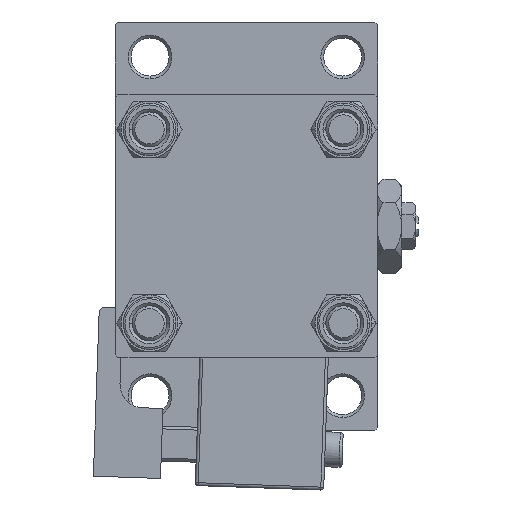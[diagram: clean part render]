
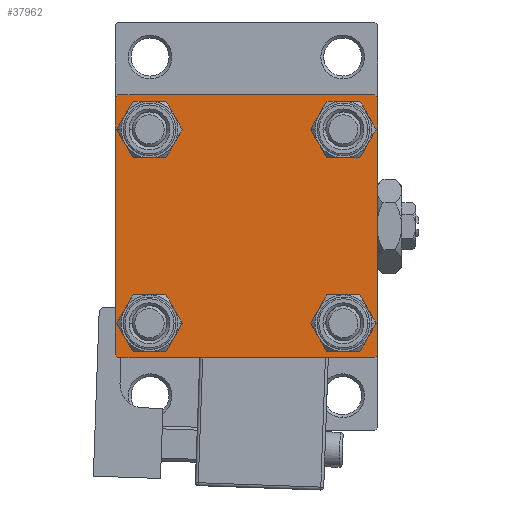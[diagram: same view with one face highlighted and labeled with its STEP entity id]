
A CAD part, left-side view. The second image highlights one B-rep face of the part: STEP entity #37962.
In plain terms, the highlighted planar face has unit normal (-1, 0, 0).
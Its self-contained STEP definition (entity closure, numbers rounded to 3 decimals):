
#397 = CARTESIAN_POINT ( 'NONE',  ( 0., 22.25, -22.25 ) ) ;
#411 = ORIENTED_EDGE ( 'NONE', *, *, #44174, .F. ) ;
#659 = LINE ( 'NONE', #16520, #41398 ) ;
#1170 = DIRECTION ( 'NONE',  ( 0., 0., 1. ) ) ;
#1455 = DIRECTION ( 'NONE',  ( -1., 0., 0. ) ) ;
#1501 = ORIENTED_EDGE ( 'NONE', *, *, #45064, .T. ) ;
#2167 = CARTESIAN_POINT ( 'NONE',  ( 0., 16.6, -20.1 ) ) ;
#3384 = VERTEX_POINT ( 'NONE', #37370 ) ;
#3969 = LINE ( 'NONE', #19819, #40182 ) ;
#4530 = CARTESIAN_POINT ( 'NONE',  ( 0., -22.5, 22. ) ) ;
#5010 = CIRCLE ( 'NONE', #33985, 3.5 ) ;
#5081 = LINE ( 'NONE', #12369, #22424 ) ;
#5105 = ORIENTED_EDGE ( 'NONE', *, *, #48191, .F. ) ;
#5288 = DIRECTION ( 'NONE',  ( 0., 0., 1. ) ) ;
#5294 = EDGE_CURVE ( 'NONE', #11119, #29210, #46671, .T. ) ;
#5362 = VERTEX_POINT ( 'NONE', #33839 ) ;
#5544 = CARTESIAN_POINT ( 'NONE',  ( 0., 16.6, 16.6 ) ) ;
#6724 = CIRCLE ( 'NONE', #39028, 3.5 ) ;
#7554 = EDGE_CURVE ( 'NONE', #29210, #14387, #11974, .T. ) ;
#8018 = VERTEX_POINT ( 'NONE', #41936 ) ;
#8249 = EDGE_CURVE ( 'NONE', #32793, #48926, #40468, .T. ) ;
#8339 = VERTEX_POINT ( 'NONE', #15399 ) ;
#9027 = FACE_BOUND ( 'NONE', #34062, .T. ) ;
#9288 = DIRECTION ( 'NONE',  ( 0., 0., 1. ) ) ;
#9653 = ORIENTED_EDGE ( 'NONE', *, *, #28785, .T. ) ;
#9941 = DIRECTION ( 'NONE',  ( 1., 0., 0. ) ) ;
#9942 = CARTESIAN_POINT ( 'NONE',  ( 0., -22., -22.5 ) ) ;
#10264 = CARTESIAN_POINT ( 'NONE',  ( 0., -16.6, 13.1 ) ) ;
#10620 = CARTESIAN_POINT ( 'NONE',  ( 0., 22.5, 22.5 ) ) ;
#11119 = VERTEX_POINT ( 'NONE', #42376 ) ;
#11382 = ORIENTED_EDGE ( 'NONE', *, *, #21323, .T. ) ;
#11617 = DIRECTION ( 'NONE',  ( 0., 0.707, -0.707 ) ) ;
#11881 = ORIENTED_EDGE ( 'NONE', *, *, #16505, .T. ) ;
#11974 = LINE ( 'NONE', #15356, #29662 ) ;
#12369 = CARTESIAN_POINT ( 'NONE',  ( 0., -22.5, 22.5 ) ) ;
#12391 = ORIENTED_EDGE ( 'NONE', *, *, #23107, .T. ) ;
#12434 = CARTESIAN_POINT ( 'NONE',  ( 0., 16.6, 13.1 ) ) ;
#12559 = VERTEX_POINT ( 'NONE', #19355 ) ;
#13858 = EDGE_LOOP ( 'NONE', ( #27964, #12391, #25220, #22978, #411, #18642, #5105, #19182 ) ) ;
#13972 = AXIS2_PLACEMENT_3D ( 'NONE', #36458, #16506, #20643 ) ;
#14277 = DIRECTION ( 'NONE',  ( 0., 0., 1. ) ) ;
#14377 = CIRCLE ( 'NONE', #30080, 3.5 ) ;
#14387 = VERTEX_POINT ( 'NONE', #20978 ) ;
#14414 = CARTESIAN_POINT ( 'NONE',  ( 0., 16.6, 20.1 ) ) ;
#14535 = DIRECTION ( 'NONE',  ( 0., 0., 1. ) ) ;
#15356 = CARTESIAN_POINT ( 'NONE',  ( 0., -22.25, -22.25 ) ) ;
#15399 = CARTESIAN_POINT ( 'NONE',  ( 0., 22., 22.5 ) ) ;
#15910 = AXIS2_PLACEMENT_3D ( 'NONE', #27112, #26344, #50508 ) ;
#16505 = EDGE_CURVE ( 'NONE', #28937, #50398, #34951, .T. ) ;
#16506 = DIRECTION ( 'NONE',  ( 1., 0., 0. ) ) ;
#16520 = CARTESIAN_POINT ( 'NONE',  ( 0., 22.25, 22.25 ) ) ;
#18642 = ORIENTED_EDGE ( 'NONE', *, *, #25376, .T. ) ;
#19182 = ORIENTED_EDGE ( 'NONE', *, *, #41600, .T. ) ;
#19355 = CARTESIAN_POINT ( 'NONE',  ( 0., -16.6, -20.1 ) ) ;
#19385 = LINE ( 'NONE', #397, #24305 ) ;
#19731 = FACE_BOUND ( 'NONE', #34659, .T. ) ;
#19819 = CARTESIAN_POINT ( 'NONE',  ( 0., -22.25, 22.25 ) ) ;
#20308 = AXIS2_PLACEMENT_3D ( 'NONE', #23766, #39844, #1170 ) ;
#20569 = CARTESIAN_POINT ( 'NONE',  ( 0., 16.6, -13.1 ) ) ;
#20643 = DIRECTION ( 'NONE',  ( 0., 0., 1. ) ) ;
#20978 = CARTESIAN_POINT ( 'NONE',  ( 0., -22.5, -22. ) ) ;
#21007 = VERTEX_POINT ( 'NONE', #30475 ) ;
#21323 = EDGE_CURVE ( 'NONE', #8018, #40911, #14377, .T. ) ;
#21411 = DIRECTION ( 'NONE',  ( 0., 0., -1. ) ) ;
#22424 = VECTOR ( 'NONE', #21411, 1000. ) ;
#22964 = DIRECTION ( 'NONE',  ( 0., 0., -1. ) ) ;
#22978 = ORIENTED_EDGE ( 'NONE', *, *, #7554, .T. ) ;
#23080 = VECTOR ( 'NONE', #51344, 1000. ) ;
#23107 = EDGE_CURVE ( 'NONE', #5362, #11119, #19385, .T. ) ;
#23567 = VECTOR ( 'NONE', #22964, 1000. ) ;
#23586 = DIRECTION ( 'NONE',  ( 0., 0., 1. ) ) ;
#23617 = FACE_BOUND ( 'NONE', #34618, .T. ) ;
#23766 = CARTESIAN_POINT ( 'NONE',  ( 0., -16.6, -16.6 ) ) ;
#24305 = VECTOR ( 'NONE', #39588, 1000. ) ;
#24444 = EDGE_CURVE ( 'NONE', #21007, #5362, #35385, .T. ) ;
#24660 = EDGE_CURVE ( 'NONE', #50398, #28937, #36814, .T. ) ;
#25142 = ORIENTED_EDGE ( 'NONE', *, *, #8249, .T. ) ;
#25220 = ORIENTED_EDGE ( 'NONE', *, *, #5294, .T. ) ;
#25376 = EDGE_CURVE ( 'NONE', #37516, #3384, #3969, .T. ) ;
#26344 = DIRECTION ( 'NONE',  ( 1., 0., 0. ) ) ;
#27112 = CARTESIAN_POINT ( 'NONE',  ( 0., 16.6, 16.6 ) ) ;
#27964 = ORIENTED_EDGE ( 'NONE', *, *, #24444, .T. ) ;
#28465 = FACE_OUTER_BOUND ( 'NONE', #13858, .T. ) ;
#28785 = EDGE_CURVE ( 'NONE', #12559, #36212, #45188, .T. ) ;
#28847 = ORIENTED_EDGE ( 'NONE', *, *, #24660, .T. ) ;
#28937 = VERTEX_POINT ( 'NONE', #14414 ) ;
#29210 = VERTEX_POINT ( 'NONE', #9942 ) ;
#29662 = VECTOR ( 'NONE', #51163, 1000. ) ;
#30080 = AXIS2_PLACEMENT_3D ( 'NONE', #51388, #46711, #23586 ) ;
#30338 = DIRECTION ( 'NONE',  ( 1., 0., 0. ) ) ;
#30475 = CARTESIAN_POINT ( 'NONE',  ( 0., 22.5, 22. ) ) ;
#31590 = CARTESIAN_POINT ( 'NONE',  ( 0., 22.5, -22.5 ) ) ;
#32366 = FACE_BOUND ( 'NONE', #45221, .T. ) ;
#32394 = CARTESIAN_POINT ( 'NONE',  ( 0., -16.6, -13.1 ) ) ;
#32410 = AXIS2_PLACEMENT_3D ( 'NONE', #50158, #9941, #46252 ) ;
#32793 = VERTEX_POINT ( 'NONE', #2167 ) ;
#33508 = AXIS2_PLACEMENT_3D ( 'NONE', #5544, #40572, #5288 ) ;
#33839 = CARTESIAN_POINT ( 'NONE',  ( 0., 22.5, -22. ) ) ;
#33959 = CARTESIAN_POINT ( 'NONE',  ( 0., -16.6, -16.6 ) ) ;
#33985 = AXIS2_PLACEMENT_3D ( 'NONE', #33959, #49835, #14277 ) ;
#34062 = EDGE_LOOP ( 'NONE', ( #11382, #1501 ) ) ;
#34618 = EDGE_LOOP ( 'NONE', ( #44878, #25142 ) ) ;
#34659 = EDGE_LOOP ( 'NONE', ( #50285, #9653 ) ) ;
#34951 = CIRCLE ( 'NONE', #15910, 3.5 ) ;
#34972 = LINE ( 'NONE', #10620, #43722 ) ;
#35385 = LINE ( 'NONE', #42937, #23567 ) ;
#35634 = DIRECTION ( 'NONE',  ( 0., 0.707, 0.707 ) ) ;
#36212 = VERTEX_POINT ( 'NONE', #32394 ) ;
#36458 = CARTESIAN_POINT ( 'NONE',  ( 0., 16.6, -16.6 ) ) ;
#36814 = CIRCLE ( 'NONE', #33508, 3.5 ) ;
#37370 = CARTESIAN_POINT ( 'NONE',  ( 0., -22., 22.5 ) ) ;
#37516 = VERTEX_POINT ( 'NONE', #4530 ) ;
#37962 = ADVANCED_FACE ( 'NONE', ( #9027, #19731, #23617, #32366, #28465 ), #40379, .T. ) ;
#39028 = AXIS2_PLACEMENT_3D ( 'NONE', #50350, #30338, #14535 ) ;
#39588 = DIRECTION ( 'NONE',  ( 0., -0.707, -0.707 ) ) ;
#39844 = DIRECTION ( 'NONE',  ( 1., 0., 0. ) ) ;
#40182 = VECTOR ( 'NONE', #35634, 1000. ) ;
#40379 = PLANE ( 'NONE',  #46356 ) ;
#40408 = EDGE_CURVE ( 'NONE', #36212, #12559, #5010, .T. ) ;
#40468 = CIRCLE ( 'NONE', #13972, 3.5 ) ;
#40572 = DIRECTION ( 'NONE',  ( 1., 0., 0. ) ) ;
#40911 = VERTEX_POINT ( 'NONE', #10264 ) ;
#41398 = VECTOR ( 'NONE', #11617, 1000. ) ;
#41600 = EDGE_CURVE ( 'NONE', #8339, #21007, #659, .T. ) ;
#41936 = CARTESIAN_POINT ( 'NONE',  ( 0., -16.6, 20.1 ) ) ;
#42376 = CARTESIAN_POINT ( 'NONE',  ( 0., 22., -22.5 ) ) ;
#42937 = CARTESIAN_POINT ( 'NONE',  ( 0., 22.5, 22.5 ) ) ;
#43722 = VECTOR ( 'NONE', #50321, 1000. ) ;
#44174 = EDGE_CURVE ( 'NONE', #37516, #14387, #5081, .T. ) ;
#44652 = EDGE_CURVE ( 'NONE', #48926, #32793, #49809, .T. ) ;
#44809 = CARTESIAN_POINT ( 'NONE',  ( 0., 0., 0. ) ) ;
#44878 = ORIENTED_EDGE ( 'NONE', *, *, #44652, .T. ) ;
#45064 = EDGE_CURVE ( 'NONE', #40911, #8018, #6724, .T. ) ;
#45188 = CIRCLE ( 'NONE', #20308, 3.5 ) ;
#45221 = EDGE_LOOP ( 'NONE', ( #11881, #28847 ) ) ;
#46252 = DIRECTION ( 'NONE',  ( 0., 0., 1. ) ) ;
#46356 = AXIS2_PLACEMENT_3D ( 'NONE', #44809, #1455, #9288 ) ;
#46671 = LINE ( 'NONE', #31590, #23080 ) ;
#46711 = DIRECTION ( 'NONE',  ( 1., 0., 0. ) ) ;
#48191 = EDGE_CURVE ( 'NONE', #8339, #3384, #34972, .T. ) ;
#48926 = VERTEX_POINT ( 'NONE', #20569 ) ;
#49809 = CIRCLE ( 'NONE', #32410, 3.5 ) ;
#49835 = DIRECTION ( 'NONE',  ( 1., 0., 0. ) ) ;
#50158 = CARTESIAN_POINT ( 'NONE',  ( 0., 16.6, -16.6 ) ) ;
#50285 = ORIENTED_EDGE ( 'NONE', *, *, #40408, .T. ) ;
#50321 = DIRECTION ( 'NONE',  ( 0., -1., 0. ) ) ;
#50350 = CARTESIAN_POINT ( 'NONE',  ( 0., -16.6, 16.6 ) ) ;
#50398 = VERTEX_POINT ( 'NONE', #12434 ) ;
#50508 = DIRECTION ( 'NONE',  ( 0., 0., 1. ) ) ;
#51163 = DIRECTION ( 'NONE',  ( 0., -0.707, 0.707 ) ) ;
#51344 = DIRECTION ( 'NONE',  ( 0., -1., 0. ) ) ;
#51388 = CARTESIAN_POINT ( 'NONE',  ( 0., -16.6, 16.6 ) ) ;
